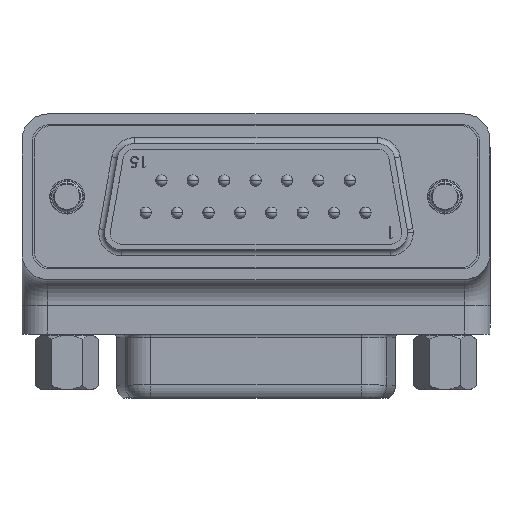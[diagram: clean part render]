
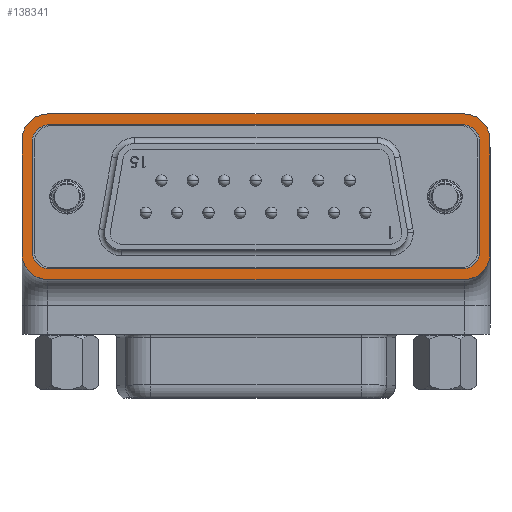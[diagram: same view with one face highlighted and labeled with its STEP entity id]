
A CAD part, top view. The second image highlights one B-rep face of the part: STEP entity #138341.
In plain terms, the highlighted planar face has unit normal (0, 0, 1).
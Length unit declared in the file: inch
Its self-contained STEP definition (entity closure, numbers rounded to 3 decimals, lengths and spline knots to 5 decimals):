
#1152 = VECTOR ( 'NONE', #7363, 39.37008 ) ;
#1336 = CARTESIAN_POINT ( 'NONE',  ( 0.8125, -0.1974, 0. ) ) ;
#5270 = AXIS2_PLACEMENT_3D ( 'NONE', #18331, #28340, #137190 ) ;
#6871 = ORIENTED_EDGE ( 'NONE', *, *, #98193, .T. ) ;
#7039 = DIRECTION ( 'NONE',  ( 0., 0., 1. ) ) ;
#7363 = DIRECTION ( 'NONE',  ( 0., -1., 0. ) ) ;
#7617 = CARTESIAN_POINT ( 'NONE',  ( -0.7225, -0.2874, 0. ) ) ;
#8873 = DIRECTION ( 'NONE',  ( -1., 0., 0. ) ) ;
#9381 = CARTESIAN_POINT ( 'NONE',  ( 0.7175, -0.19, 0. ) ) ;
#10890 = LINE ( 'NONE', #87835, #87623 ) ;
#11184 = ORIENTED_EDGE ( 'NONE', *, *, #102226, .F. ) ;
#12366 = ORIENTED_EDGE ( 'NONE', *, *, #53573, .T. ) ;
#12659 = DIRECTION ( 'NONE',  ( 0., -1., 0. ) ) ;
#13683 = CIRCLE ( 'NONE', #124285, 0.09 ) ;
#15275 = CARTESIAN_POINT ( 'NONE',  ( 0.7175, -0.25, 0. ) ) ;
#17376 = LINE ( 'NONE', #84362, #150419 ) ;
#18225 = CARTESIAN_POINT ( 'NONE',  ( -0.7225, -0.1974, 0. ) ) ;
#18331 = CARTESIAN_POINT ( 'NONE',  ( 0.7175, 0.19, 0. ) ) ;
#18650 = DIRECTION ( 'NONE',  ( 0., 0., 1. ) ) ;
#18795 = CARTESIAN_POINT ( 'NONE',  ( 0.7225, -0.1974, 0. ) ) ;
#22102 = VECTOR ( 'NONE', #93394, 39.37008 ) ;
#23078 = LINE ( 'NONE', #140447, #137399 ) ;
#24977 = PLANE ( 'NONE',  #141938 ) ;
#25342 = LINE ( 'NONE', #110488, #139635 ) ;
#28124 = CIRCLE ( 'NONE', #5270, 0.06 ) ;
#28136 = FACE_OUTER_BOUND ( 'NONE', #41180, .T. ) ;
#28340 = DIRECTION ( 'NONE',  ( 0., 0., 1. ) ) ;
#31474 = CARTESIAN_POINT ( 'NONE',  ( -0.7775, 0.19, 0. ) ) ;
#32794 = AXIS2_PLACEMENT_3D ( 'NONE', #18225, #88886, #136579 ) ;
#36994 = DIRECTION ( 'NONE',  ( -1., 0., 0. ) ) ;
#38786 = CIRCLE ( 'NONE', #85500, 0.09 ) ;
#40343 = VERTEX_POINT ( 'NONE', #81582 ) ;
#40570 = EDGE_CURVE ( 'NONE', #111459, #85892, #52336, .T. ) ;
#41180 = EDGE_LOOP ( 'NONE', ( #82982, #12366, #117143, #65171, #64725, #150334, #97673, #6871 ) ) ;
#41500 = CARTESIAN_POINT ( 'NONE',  ( 0.7225, 0.1974, 0. ) ) ;
#41562 = EDGE_CURVE ( 'NONE', #54262, #121834, #67286, .T. ) ;
#41696 = LINE ( 'NONE', #145622, #97889 ) ;
#42321 = VERTEX_POINT ( 'NONE', #103824 ) ;
#43235 = CARTESIAN_POINT ( 'NONE',  ( -0.7775, -0.19, 0. ) ) ;
#44693 = DIRECTION ( 'NONE',  ( -1., 0., 0. ) ) ;
#47082 = CARTESIAN_POINT ( 'NONE',  ( -0.8125, 0.1974, 0. ) ) ;
#47185 = VERTEX_POINT ( 'NONE', #65963 ) ;
#48069 = ORIENTED_EDGE ( 'NONE', *, *, #50255, .F. ) ;
#50255 = EDGE_CURVE ( 'NONE', #85892, #54262, #23078, .T. ) ;
#50413 = EDGE_CURVE ( 'NONE', #65871, #101258, #17376, .T. ) ;
#50599 = CARTESIAN_POINT ( 'NONE',  ( -0.7175, -0.19, 0. ) ) ;
#51734 = CIRCLE ( 'NONE', #32794, 0.09 ) ;
#51987 = CARTESIAN_POINT ( 'NONE',  ( 0.8125, 0.2874, 0. ) ) ;
#52336 = CIRCLE ( 'NONE', #59836, 0.06 ) ;
#53159 = DIRECTION ( 'NONE',  ( -1., 0., 0. ) ) ;
#53573 = EDGE_CURVE ( 'NONE', #129232, #101258, #78238, .T. ) ;
#54262 = VERTEX_POINT ( 'NONE', #15275 ) ;
#55854 = CARTESIAN_POINT ( 'NONE',  ( -0.7175, -0.25, 0. ) ) ;
#56078 = CARTESIAN_POINT ( 'NONE',  ( -0.7775, 0.19, 0. ) ) ;
#58414 = CARTESIAN_POINT ( 'NONE',  ( 0.7225, -0.2874, 0. ) ) ;
#59836 = AXIS2_PLACEMENT_3D ( 'NONE', #50599, #148069, #53159 ) ;
#60695 = VERTEX_POINT ( 'NONE', #47082 ) ;
#64103 = DIRECTION ( 'NONE',  ( 1., 0., 0. ) ) ;
#64725 = ORIENTED_EDGE ( 'NONE', *, *, #124324, .F. ) ;
#65171 = ORIENTED_EDGE ( 'NONE', *, *, #117855, .T. ) ;
#65871 = VERTEX_POINT ( 'NONE', #88918 ) ;
#65963 = CARTESIAN_POINT ( 'NONE',  ( 0.7225, 0.2874, 0. ) ) ;
#66785 = CARTESIAN_POINT ( 'NONE',  ( -0.7175, 0.19, 0. ) ) ;
#67090 = ORIENTED_EDGE ( 'NONE', *, *, #144761, .F. ) ;
#67286 = CIRCLE ( 'NONE', #154507, 0.06 ) ;
#70680 = CARTESIAN_POINT ( 'NONE',  ( 0.7775, 0.19, 0. ) ) ;
#75705 = VECTOR ( 'NONE', #64103, 39.37008 ) ;
#76489 = VERTEX_POINT ( 'NONE', #151518 ) ;
#77551 = DIRECTION ( 'NONE',  ( 0., 0., 1. ) ) ;
#77870 = DIRECTION ( 'NONE',  ( -1., 0., 0. ) ) ;
#78238 = CIRCLE ( 'NONE', #111894, 0.09 ) ;
#80055 = EDGE_CURVE ( 'NONE', #91548, #60695, #38786, .T. ) ;
#80723 = DIRECTION ( 'NONE',  ( 1., 0., 0. ) ) ;
#81530 = ORIENTED_EDGE ( 'NONE', *, *, #141016, .F. ) ;
#81582 = CARTESIAN_POINT ( 'NONE',  ( 0.7175, 0.25, 0. ) ) ;
#82982 = ORIENTED_EDGE ( 'NONE', *, *, #88600, .T. ) ;
#83897 = VERTEX_POINT ( 'NONE', #7617 ) ;
#83905 = EDGE_CURVE ( 'NONE', #42321, #90590, #110615, .T. ) ;
#84362 = CARTESIAN_POINT ( 'NONE',  ( 0.8125, 0.2874, 0. ) ) ;
#85500 = AXIS2_PLACEMENT_3D ( 'NONE', #116895, #7039, #44693 ) ;
#85892 = VERTEX_POINT ( 'NONE', #55854 ) ;
#86115 = FACE_BOUND ( 'NONE', #109658, .T. ) ;
#87623 = VECTOR ( 'NONE', #99339, 39.37008 ) ;
#87835 = CARTESIAN_POINT ( 'NONE',  ( -0.7175, 0.25, 0. ) ) ;
#88600 = EDGE_CURVE ( 'NONE', #83897, #129232, #134505, .T. ) ;
#88886 = DIRECTION ( 'NONE',  ( 0., 0., 1. ) ) ;
#88918 = CARTESIAN_POINT ( 'NONE',  ( 0.8125, 0.1974, 0. ) ) ;
#89657 = DIRECTION ( 'NONE',  ( -1., 0., 0. ) ) ;
#90590 = VERTEX_POINT ( 'NONE', #56078 ) ;
#90972 = ORIENTED_EDGE ( 'NONE', *, *, #83905, .F. ) ;
#91548 = VERTEX_POINT ( 'NONE', #128989 ) ;
#92798 = EDGE_CURVE ( 'NONE', #60695, #76489, #41696, .T. ) ;
#93394 = DIRECTION ( 'NONE',  ( 1., 0., 0. ) ) ;
#93653 = DIRECTION ( 'NONE',  ( 0., 0., 1. ) ) ;
#97673 = ORIENTED_EDGE ( 'NONE', *, *, #92798, .T. ) ;
#97889 = VECTOR ( 'NONE', #132470, 39.37008 ) ;
#98049 = AXIS2_PLACEMENT_3D ( 'NONE', #66785, #18650, #150659 ) ;
#98193 = EDGE_CURVE ( 'NONE', #76489, #83897, #51734, .T. ) ;
#99339 = DIRECTION ( 'NONE',  ( -1., 0., 0. ) ) ;
#99426 = DIRECTION ( 'NONE',  ( 0., 1., 0. ) ) ;
#101258 = VERTEX_POINT ( 'NONE', #1336 ) ;
#102226 = EDGE_CURVE ( 'NONE', #143376, #40343, #28124, .T. ) ;
#103824 = CARTESIAN_POINT ( 'NONE',  ( -0.7175, 0.25, 0. ) ) ;
#103901 = EDGE_CURVE ( 'NONE', #121834, #143376, #25342, .T. ) ;
#105966 = CARTESIAN_POINT ( 'NONE',  ( 0.8125, -0.2874, 0. ) ) ;
#107626 = LINE ( 'NONE', #51987, #75705 ) ;
#108715 = DIRECTION ( 'NONE',  ( 0., 0., -1. ) ) ;
#109658 = EDGE_LOOP ( 'NONE', ( #131757, #151334, #48069, #127586, #81530, #90972, #67090, #11184 ) ) ;
#110488 = CARTESIAN_POINT ( 'NONE',  ( 0.7775, 0.19, 0. ) ) ;
#110615 = CIRCLE ( 'NONE', #98049, 0.06 ) ;
#111459 = VERTEX_POINT ( 'NONE', #43235 ) ;
#111894 = AXIS2_PLACEMENT_3D ( 'NONE', #18795, #126606, #77870 ) ;
#116895 = CARTESIAN_POINT ( 'NONE',  ( -0.7225, 0.1974, 0. ) ) ;
#117143 = ORIENTED_EDGE ( 'NONE', *, *, #50413, .F. ) ;
#117855 = EDGE_CURVE ( 'NONE', #65871, #47185, #13683, .T. ) ;
#121834 = VERTEX_POINT ( 'NONE', #126498 ) ;
#124285 = AXIS2_PLACEMENT_3D ( 'NONE', #41500, #77551, #89657 ) ;
#124324 = EDGE_CURVE ( 'NONE', #91548, #47185, #107626, .T. ) ;
#126498 = CARTESIAN_POINT ( 'NONE',  ( 0.7775, -0.19, 0. ) ) ;
#126606 = DIRECTION ( 'NONE',  ( 0., 0., 1. ) ) ;
#127586 = ORIENTED_EDGE ( 'NONE', *, *, #40570, .F. ) ;
#128989 = CARTESIAN_POINT ( 'NONE',  ( -0.7225, 0.2874, 0. ) ) ;
#129232 = VERTEX_POINT ( 'NONE', #58414 ) ;
#131757 = ORIENTED_EDGE ( 'NONE', *, *, #103901, .F. ) ;
#132470 = DIRECTION ( 'NONE',  ( 0., -1., 0. ) ) ;
#134505 = LINE ( 'NONE', #105966, #22102 ) ;
#136579 = DIRECTION ( 'NONE',  ( -1., 0., 0. ) ) ;
#137190 = DIRECTION ( 'NONE',  ( -1., 0., 0. ) ) ;
#137399 = VECTOR ( 'NONE', #80723, 39.37008 ) ;
#138341 = ADVANCED_FACE ( 'NONE', ( #86115, #28136 ), #24977, .F. ) ;
#139635 = VECTOR ( 'NONE', #99426, 39.37008 ) ;
#140447 = CARTESIAN_POINT ( 'NONE',  ( -0.7175, -0.25, 0. ) ) ;
#141016 = EDGE_CURVE ( 'NONE', #90590, #111459, #141572, .T. ) ;
#141572 = LINE ( 'NONE', #31474, #1152 ) ;
#141938 = AXIS2_PLACEMENT_3D ( 'NONE', #145442, #108715, #36994 ) ;
#143376 = VERTEX_POINT ( 'NONE', #70680 ) ;
#144761 = EDGE_CURVE ( 'NONE', #40343, #42321, #10890, .T. ) ;
#145442 = CARTESIAN_POINT ( 'NONE',  ( 0.8125, 0.2874, 0. ) ) ;
#145622 = CARTESIAN_POINT ( 'NONE',  ( -0.8125, 0.2874, 0. ) ) ;
#148069 = DIRECTION ( 'NONE',  ( 0., 0., 1. ) ) ;
#150334 = ORIENTED_EDGE ( 'NONE', *, *, #80055, .T. ) ;
#150419 = VECTOR ( 'NONE', #12659, 39.37008 ) ;
#150659 = DIRECTION ( 'NONE',  ( -1., 0., 0. ) ) ;
#151334 = ORIENTED_EDGE ( 'NONE', *, *, #41562, .F. ) ;
#151518 = CARTESIAN_POINT ( 'NONE',  ( -0.8125, -0.1974, 0. ) ) ;
#154507 = AXIS2_PLACEMENT_3D ( 'NONE', #9381, #93653, #8873 ) ;
